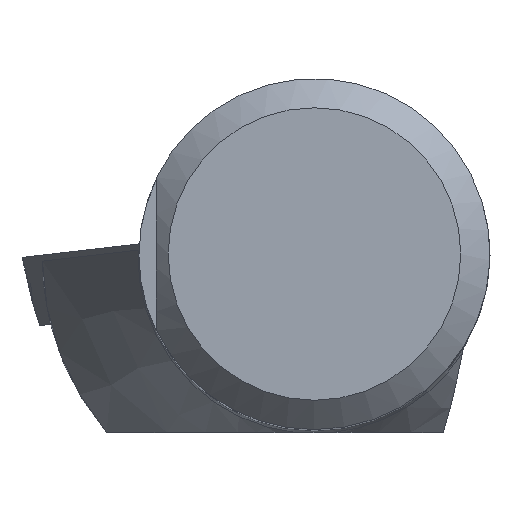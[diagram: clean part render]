
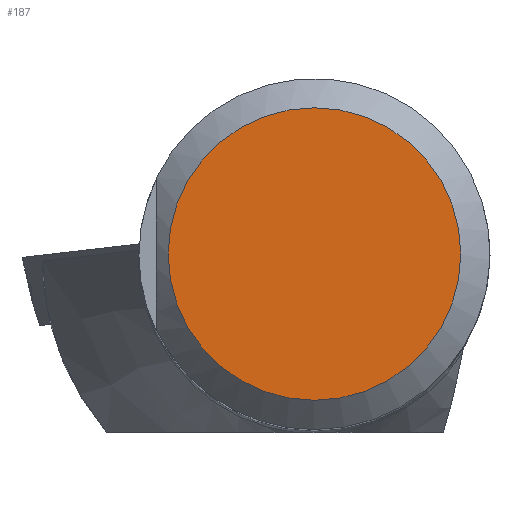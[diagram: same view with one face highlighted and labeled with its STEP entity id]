
A CAD part, top view. The second image highlights one B-rep face of the part: STEP entity #187.
In plain terms, the highlighted planar face has unit normal (0, 0, 1).
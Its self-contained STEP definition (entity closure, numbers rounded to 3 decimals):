
#161=PLANE('',#781);
#187=ADVANCED_FACE('',(#227),#161,.T.);
#227=FACE_OUTER_BOUND('',#260,.T.);
#260=EDGE_LOOP('',(#455));
#305=CIRCLE('',#774,5.);
#455=ORIENTED_EDGE('',*,*,#641,.F.);
#573=VERTEX_POINT('',#1164);
#641=EDGE_CURVE('',#573,#573,#305,.T.);
#774=AXIS2_PLACEMENT_3D('',#1163,#899,#900);
#781=AXIS2_PLACEMENT_3D('',#1173,#913,#914);
#899=DIRECTION('',(0.,0.,-1.));
#900=DIRECTION('',(0.,-1.,0.));
#913=DIRECTION('',(0.,0.,1.));
#914=DIRECTION('',(0.,1.,0.));
#1163=CARTESIAN_POINT('',(0.,0.,0.));
#1164=CARTESIAN_POINT('',(0.,-5.,0.));
#1173=CARTESIAN_POINT('',(5.,0.,0.));
